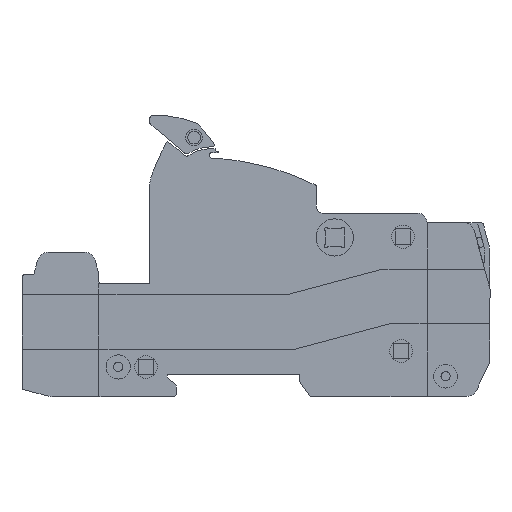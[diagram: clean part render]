
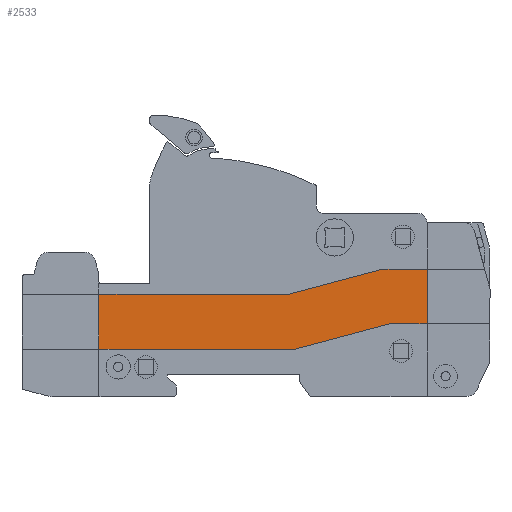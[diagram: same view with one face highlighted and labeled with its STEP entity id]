
A CAD part, left-side view. The second image highlights one B-rep face of the part: STEP entity #2533.
In plain terms, the highlighted planar face has unit normal (-1, 0, 0).
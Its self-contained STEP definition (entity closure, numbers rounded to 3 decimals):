
#2219=CARTESIAN_POINT('',(0.0,-52.351,13.7));
#2220=VERTEX_POINT('',#2219);
#2227=CARTESIAN_POINT('',(0.0,-42.746,13.7));
#2228=VERTEX_POINT('',#2227);
#2229=CARTESIAN_POINT('',(0.0,-52.351,13.7));
#2230=DIRECTION('',(0.0,1.0,0.0));
#2231=VECTOR('',#2230,9.605);
#2232=LINE('',#2229,#2231);
#2233=EDGE_CURVE('',#2220,#2228,#2232,.T.);
#2253=CARTESIAN_POINT('',(0.0,-52.351,28.4));
#2254=VERTEX_POINT('',#2253);
#2261=CARTESIAN_POINT('',(0.,-52.351,28.4));
#2262=DIRECTION('',(0.0,0.0,-1.0));
#2263=VECTOR('',#2262,14.7);
#2264=LINE('',#2261,#2263);
#2265=EDGE_CURVE('',#2254,#2220,#2264,.T.);
#2276=CARTESIAN_POINT('',(0.0,-40.424,28.4));
#2277=VERTEX_POINT('',#2276);
#2284=CARTESIAN_POINT('',(0.0,-40.424,28.4));
#2285=DIRECTION('',(0.0,-1.0,0.0));
#2286=VECTOR('',#2285,11.927);
#2287=LINE('',#2284,#2286);
#2288=EDGE_CURVE('',#2277,#2254,#2287,.T.);
#2302=CARTESIAN_POINT('',(0.0,-39.639,28.296));
#2303=VERTEX_POINT('',#2302);
#2310=CARTESIAN_POINT('',(0.0,-40.425,25.376));
#2311=DIRECTION('',(1.0,0.,0.));
#2312=DIRECTION('',(0.,0.131,0.991));
#2313=AXIS2_PLACEMENT_3D('',#2310,#2311,#2312);
#2314=CIRCLE('',#2313,3.024);
#2315=EDGE_CURVE('',#2303,#2277,#2314,.T.);
#2327=CARTESIAN_POINT('',(0.0,-15.032,21.703));
#2328=VERTEX_POINT('',#2327);
#2335=CARTESIAN_POINT('',(0.,-15.032,21.703));
#2336=DIRECTION('',(0.,-0.966,0.259));
#2337=VECTOR('',#2336,25.475);
#2338=LINE('',#2335,#2337);
#2339=EDGE_CURVE('',#2328,#2303,#2338,.T.);
#2351=CARTESIAN_POINT('',(0.0,-14.261,21.601));
#2352=VERTEX_POINT('',#2351);
#2359=CARTESIAN_POINT('',(0.0,-14.259,24.584));
#2360=DIRECTION('',(-1.0,0.,0.));
#2361=DIRECTION('',(0.,-0.131,-0.991));
#2362=AXIS2_PLACEMENT_3D('',#2359,#2360,#2361);
#2363=CIRCLE('',#2362,2.983);
#2364=EDGE_CURVE('',#2352,#2328,#2363,.T.);
#2376=CARTESIAN_POINT('',(0.0,-16.987,6.904));
#2377=VERTEX_POINT('',#2376);
#2384=CARTESIAN_POINT('',(0.0,-16.203,6.801));
#2385=VERTEX_POINT('',#2384);
#2386=CARTESIAN_POINT('',(0.0,-16.203,9.816));
#2387=DIRECTION('',(1.0,0.,0.));
#2388=DIRECTION('',(0.,-0.131,-0.991));
#2389=AXIS2_PLACEMENT_3D('',#2386,#2387,#2388);
#2390=CIRCLE('',#2389,3.016);
#2391=EDGE_CURVE('',#2377,#2385,#2390,.T.);
#2408=CARTESIAN_POINT('',(0.0,-41.963,13.597));
#2409=VERTEX_POINT('',#2408);
#2416=CARTESIAN_POINT('',(0.,-41.963,13.597));
#2417=DIRECTION('',(0.,0.966,-0.259));
#2418=VECTOR('',#2417,25.857);
#2419=LINE('',#2416,#2418);
#2420=EDGE_CURVE('',#2409,#2377,#2419,.T.);
#2433=CARTESIAN_POINT('',(0.0,-42.746,10.685));
#2434=DIRECTION('',(-1.0,0.,0.));
#2435=DIRECTION('',(0.,0.131,0.991));
#2436=AXIS2_PLACEMENT_3D('',#2433,#2434,#2435);
#2437=CIRCLE('',#2436,3.016);
#2438=EDGE_CURVE('',#2228,#2409,#2437,.T.);
#2451=CARTESIAN_POINT('',(0.0,36.342,6.801));
#2452=VERTEX_POINT('',#2451);
#2453=CARTESIAN_POINT('',(0.0,-16.203,6.801));
#2454=DIRECTION('',(0.0,1.0,0.0));
#2455=VECTOR('',#2454,52.545);
#2456=LINE('',#2453,#2455);
#2457=EDGE_CURVE('',#2385,#2452,#2456,.T.);
#2478=CARTESIAN_POINT('',(0.0,36.342,21.601));
#2479=VERTEX_POINT('',#2478);
#2480=CARTESIAN_POINT('',(0.,36.342,6.801));
#2481=DIRECTION('',(0.0,0.0,1.0));
#2482=VECTOR('',#2481,14.8);
#2483=LINE('',#2480,#2482);
#2484=EDGE_CURVE('',#2452,#2479,#2483,.T.);
#2501=CARTESIAN_POINT('',(0.0,36.342,21.601));
#2502=DIRECTION('',(0.0,-1.0,0.0));
#2503=VECTOR('',#2502,50.603);
#2504=LINE('',#2501,#2503);
#2505=EDGE_CURVE('',#2479,#2352,#2504,.T.);
#2514=CARTESIAN_POINT('',(0.0,-8.158,16.283));
#2515=DIRECTION('',(-1.0,0.0,0.0));
#2516=DIRECTION('',(0.0,0.0,1.0));
#2517=AXIS2_PLACEMENT_3D('',#2514,#2515,#2516);
#2518=PLANE('',#2517);
#2519=ORIENTED_EDGE('',*,*,#2288,.F.);
#2520=ORIENTED_EDGE('',*,*,#2315,.F.);
#2521=ORIENTED_EDGE('',*,*,#2339,.F.);
#2522=ORIENTED_EDGE('',*,*,#2364,.F.);
#2523=ORIENTED_EDGE('',*,*,#2505,.F.);
#2524=ORIENTED_EDGE('',*,*,#2484,.F.);
#2525=ORIENTED_EDGE('',*,*,#2457,.F.);
#2526=ORIENTED_EDGE('',*,*,#2391,.F.);
#2527=ORIENTED_EDGE('',*,*,#2420,.F.);
#2528=ORIENTED_EDGE('',*,*,#2438,.F.);
#2529=ORIENTED_EDGE('',*,*,#2233,.F.);
#2530=ORIENTED_EDGE('',*,*,#2265,.F.);
#2531=EDGE_LOOP('',(#2519,#2520,#2521,#2522,#2523,#2524,#2525,#2526,#2527,#2528,#2529,#2530));
#2532=FACE_OUTER_BOUND('',#2531,.T.);
#2533=ADVANCED_FACE('',(#2532),#2518,.T.);
